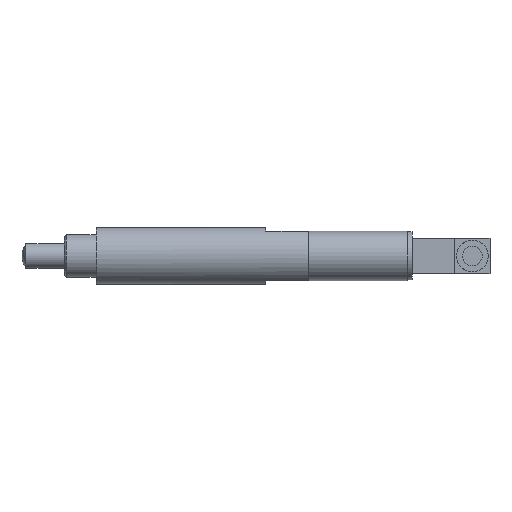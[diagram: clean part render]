
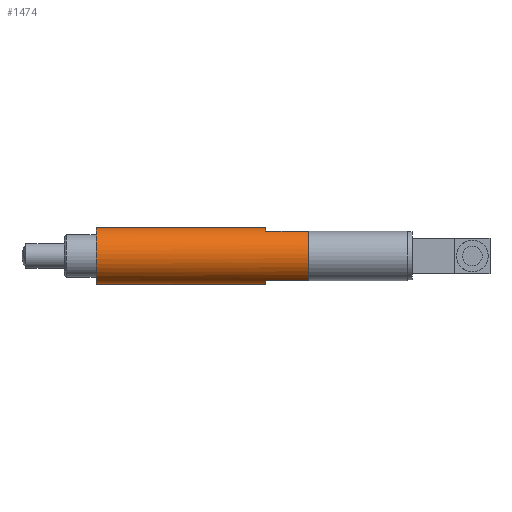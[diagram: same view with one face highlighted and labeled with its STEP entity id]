
A CAD part, front view. The second image highlights one B-rep face of the part: STEP entity #1474.
In plain terms, the highlighted cylindrical face has radius 4 mm (diameter 8 mm), a full revolution.
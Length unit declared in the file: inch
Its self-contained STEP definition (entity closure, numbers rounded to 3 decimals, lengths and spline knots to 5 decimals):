
#19 = LINE ( 'NONE', #530, #104 ) ;
#66 = EDGE_CURVE ( 'NONE', #704, #1584, #19, .T. ) ;
#104 = VECTOR ( 'NONE', #1226, 39.37008 ) ;
#119 = CARTESIAN_POINT ( 'NONE',  ( 1.35827, 0.07624, 0.1378 ) ) ;
#153 = CARTESIAN_POINT ( 'NONE',  ( 1.35827, 0., 0. ) ) ;
#161 = DIRECTION ( 'NONE',  ( -1., 0., 0. ) ) ;
#182 = CARTESIAN_POINT ( 'NONE',  ( 1.59449, 0., 0. ) ) ;
#199 = VERTEX_POINT ( 'NONE', #755 ) ;
#201 = CARTESIAN_POINT ( 'NONE',  ( 2.03991, 0.07624, 0.1378 ) ) ;
#220 = ORIENTED_EDGE ( 'NONE', *, *, #66, .T. ) ;
#225 = VECTOR ( 'NONE', #952, 39.37008 ) ;
#241 = EDGE_CURVE ( 'NONE', #1584, #1787, #2092, .T. ) ;
#272 = DIRECTION ( 'NONE',  ( 0., -1., 0. ) ) ;
#283 = VECTOR ( 'NONE', #1656, 39.37008 ) ;
#287 = DIRECTION ( 'NONE',  ( 1., 0., 0. ) ) ;
#319 = ORIENTED_EDGE ( 'NONE', *, *, #1525, .T. ) ;
#414 = ORIENTED_EDGE ( 'NONE', *, *, #2044, .F. ) ;
#450 = EDGE_LOOP ( 'NONE', ( #414, #220, #1225, #598, #1958, #319, #679, #981 ) ) ;
#464 = CARTESIAN_POINT ( 'NONE',  ( 1.35827, 0.07624, -0.1378 ) ) ;
#475 = EDGE_CURVE ( 'NONE', #1787, #199, #1617, .T. ) ;
#498 = CARTESIAN_POINT ( 'NONE',  ( 1.35827, -0.07624, 0.1378 ) ) ;
#505 = EDGE_CURVE ( 'NONE', #1973, #199, #2058, .T. ) ;
#530 = CARTESIAN_POINT ( 'NONE',  ( 2.03991, 0.07624, -0.1378 ) ) ;
#556 = AXIS2_PLACEMENT_3D ( 'NONE', #182, #1847, #1832 ) ;
#596 = CARTESIAN_POINT ( 'NONE',  ( 2.03991, 0., 0. ) ) ;
#598 = ORIENTED_EDGE ( 'NONE', *, *, #475, .T. ) ;
#607 = VERTEX_POINT ( 'NONE', #2156 ) ;
#611 = CARTESIAN_POINT ( 'NONE',  ( 1.59449, 0.07624, 0.1378 ) ) ;
#662 = AXIS2_PLACEMENT_3D ( 'NONE', #1775, #2099, #944 ) ;
#679 = ORIENTED_EDGE ( 'NONE', *, *, #1125, .T. ) ;
#683 = LINE ( 'NONE', #1611, #225 ) ;
#704 = VERTEX_POINT ( 'NONE', #1870 ) ;
#730 = AXIS2_PLACEMENT_3D ( 'NONE', #153, #161, #983 ) ;
#755 = CARTESIAN_POINT ( 'NONE',  ( 1.59449, -0.07624, -0.1378 ) ) ;
#866 = CIRCLE ( 'NONE', #1173, 0.15748 ) ;
#889 = AXIS2_PLACEMENT_3D ( 'NONE', #596, #1913, #272 ) ;
#906 = EDGE_CURVE ( 'NONE', #607, #607, #866, .T. ) ;
#941 = DIRECTION ( 'NONE',  ( 0., 1., 0. ) ) ;
#944 = DIRECTION ( 'NONE',  ( 0., 0., 1. ) ) ;
#951 = CARTESIAN_POINT ( 'NONE',  ( 1.59449, -0.07624, 0.1378 ) ) ;
#952 = DIRECTION ( 'NONE',  ( -1., 0., 0. ) ) ;
#981 = ORIENTED_EDGE ( 'NONE', *, *, #1878, .T. ) ;
#983 = DIRECTION ( 'NONE',  ( 0., 0., 1. ) ) ;
#1118 = DIRECTION ( 'NONE',  ( 1., 0., 0. ) ) ;
#1125 = EDGE_CURVE ( 'NONE', #1687, #2026, #1839, .T. ) ;
#1173 = AXIS2_PLACEMENT_3D ( 'NONE', #1469, #1118, #941 ) ;
#1199 = ORIENTED_EDGE ( 'NONE', *, *, #906, .T. ) ;
#1225 = ORIENTED_EDGE ( 'NONE', *, *, #241, .T. ) ;
#1226 = DIRECTION ( 'NONE',  ( -1., 0., 0. ) ) ;
#1234 = FACE_OUTER_BOUND ( 'NONE', #1613, .T. ) ;
#1359 = DIRECTION ( 'NONE',  ( 1., 0., 0. ) ) ;
#1469 = CARTESIAN_POINT ( 'NONE',  ( 0.41339, 0., 0. ) ) ;
#1474 = ADVANCED_FACE ( 'NONE', ( #1234, #1768 ), #1633, .T. ) ;
#1525 = EDGE_CURVE ( 'NONE', #1973, #1687, #683, .T. ) ;
#1541 = AXIS2_PLACEMENT_3D ( 'NONE', #1781, #287, #1643 ) ;
#1584 = VERTEX_POINT ( 'NONE', #464 ) ;
#1611 = CARTESIAN_POINT ( 'NONE',  ( 2.03991, -0.07624, 0.1378 ) ) ;
#1613 = EDGE_LOOP ( 'NONE', ( #1199 ) ) ;
#1617 = LINE ( 'NONE', #1641, #283 ) ;
#1633 = CYLINDRICAL_SURFACE ( 'NONE', #889, 0.15748 ) ;
#1641 = CARTESIAN_POINT ( 'NONE',  ( 2.03991, -0.07624, -0.1378 ) ) ;
#1643 = DIRECTION ( 'NONE',  ( 0., 0., -1. ) ) ;
#1656 = DIRECTION ( 'NONE',  ( 1., 0., 0. ) ) ;
#1687 = VERTEX_POINT ( 'NONE', #498 ) ;
#1699 = LINE ( 'NONE', #201, #1853 ) ;
#1768 = FACE_OUTER_BOUND ( 'NONE', #450, .T. ) ;
#1775 = CARTESIAN_POINT ( 'NONE',  ( 1.35827, 0., 0. ) ) ;
#1781 = CARTESIAN_POINT ( 'NONE',  ( 1.59449, 0., 0. ) ) ;
#1787 = VERTEX_POINT ( 'NONE', #2023 ) ;
#1832 = DIRECTION ( 'NONE',  ( 0., 0., -1. ) ) ;
#1839 = CIRCLE ( 'NONE', #730, 0.15748 ) ;
#1847 = DIRECTION ( 'NONE',  ( 1., 0., 0. ) ) ;
#1853 = VECTOR ( 'NONE', #1359, 39.37008 ) ;
#1870 = CARTESIAN_POINT ( 'NONE',  ( 1.59449, 0.07624, -0.1378 ) ) ;
#1877 = CIRCLE ( 'NONE', #1541, 0.15748 ) ;
#1878 = EDGE_CURVE ( 'NONE', #2026, #1972, #1699, .T. ) ;
#1913 = DIRECTION ( 'NONE',  ( -1., 0., 0. ) ) ;
#1958 = ORIENTED_EDGE ( 'NONE', *, *, #505, .F. ) ;
#1972 = VERTEX_POINT ( 'NONE', #611 ) ;
#1973 = VERTEX_POINT ( 'NONE', #951 ) ;
#2023 = CARTESIAN_POINT ( 'NONE',  ( 1.35827, -0.07624, -0.1378 ) ) ;
#2026 = VERTEX_POINT ( 'NONE', #119 ) ;
#2044 = EDGE_CURVE ( 'NONE', #704, #1972, #1877, .T. ) ;
#2058 = CIRCLE ( 'NONE', #556, 0.15748 ) ;
#2092 = CIRCLE ( 'NONE', #662, 0.15748 ) ;
#2099 = DIRECTION ( 'NONE',  ( -1., 0., 0. ) ) ;
#2156 = CARTESIAN_POINT ( 'NONE',  ( 0.41339, 0.15748, 0. ) ) ;
